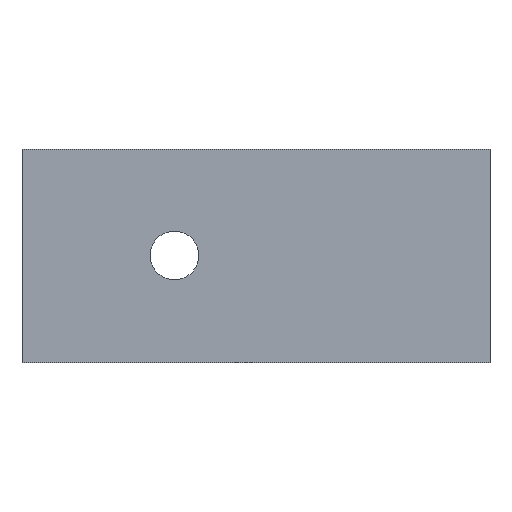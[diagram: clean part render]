
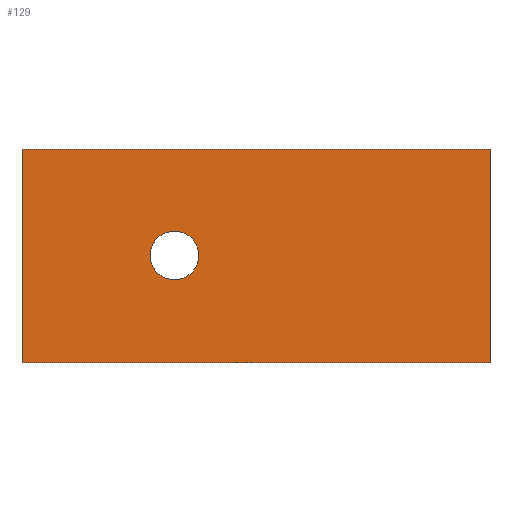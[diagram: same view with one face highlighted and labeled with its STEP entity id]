
A CAD part, front view. The second image highlights one B-rep face of the part: STEP entity #129.
In plain terms, the highlighted planar face has unit normal (0, -1, 0).
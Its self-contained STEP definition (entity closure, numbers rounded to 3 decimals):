
#16=FACE_BOUND('',#38,.T.);
#22=PLANE('',#161);
#29=FACE_OUTER_BOUND('',#37,.T.);
#37=EDGE_LOOP('',(#117,#118,#119,#120));
#38=EDGE_LOOP('',(#121));
#40=LINE('',#205,#53);
#44=LINE('',#213,#57);
#47=LINE('',#219,#60);
#50=LINE('',#224,#63);
#53=VECTOR('',#173,10.);
#57=VECTOR('',#179,10.);
#60=VECTOR('',#184,10.);
#63=VECTOR('',#189,10.);
#66=CIRCLE('',#155,4.);
#68=VERTEX_POINT('',#199);
#69=VERTEX_POINT('',#203);
#70=VERTEX_POINT('',#204);
#73=VERTEX_POINT('',#212);
#75=VERTEX_POINT('',#218);
#79=EDGE_CURVE('',#68,#68,#66,.T.);
#80=EDGE_CURVE('',#69,#70,#40,.T.);
#84=EDGE_CURVE('',#73,#69,#44,.T.);
#87=EDGE_CURVE('',#75,#73,#47,.T.);
#90=EDGE_CURVE('',#70,#75,#50,.T.);
#117=ORIENTED_EDGE('',*,*,#90,.F.);
#118=ORIENTED_EDGE('',*,*,#80,.F.);
#119=ORIENTED_EDGE('',*,*,#84,.F.);
#120=ORIENTED_EDGE('',*,*,#87,.F.);
#121=ORIENTED_EDGE('',*,*,#79,.F.);
#129=ADVANCED_FACE('',(#29,#16),#22,.F.);
#155=AXIS2_PLACEMENT_3D('',#201,#169,#170);
#161=AXIS2_PLACEMENT_3D('',#227,#193,#194);
#169=DIRECTION('center_axis',(0.,-1.,0.));
#170=DIRECTION('ref_axis',(1.,0.,0.));
#173=DIRECTION('',(1.,0.,0.));
#179=DIRECTION('',(0.,0.,1.));
#184=DIRECTION('',(-1.,0.,0.));
#189=DIRECTION('',(0.,0.,-1.));
#193=DIRECTION('center_axis',(0.,1.,0.));
#194=DIRECTION('ref_axis',(0.,0.,1.));
#199=CARTESIAN_POINT('',(21.,0.,-17.413));
#201=CARTESIAN_POINT('Origin',(25.,0.,-17.413));
#203=CARTESIAN_POINT('',(0.,0.,0.));
#204=CARTESIAN_POINT('',(76.765,0.,0.));
#205=CARTESIAN_POINT('',(0.,0.,0.));
#212=CARTESIAN_POINT('',(0.,0.,-35.));
#213=CARTESIAN_POINT('',(0.,0.,-35.));
#218=CARTESIAN_POINT('',(76.765,0.,-35.));
#219=CARTESIAN_POINT('',(76.765,0.,-35.));
#224=CARTESIAN_POINT('',(76.765,0.,0.));
#227=CARTESIAN_POINT('Origin',(38.383,0.,-17.5));
